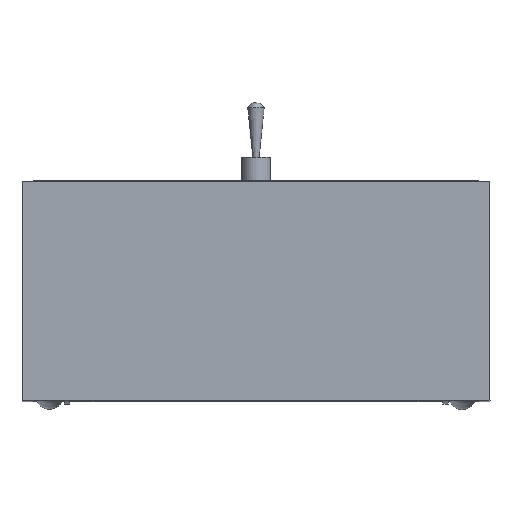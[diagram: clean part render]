
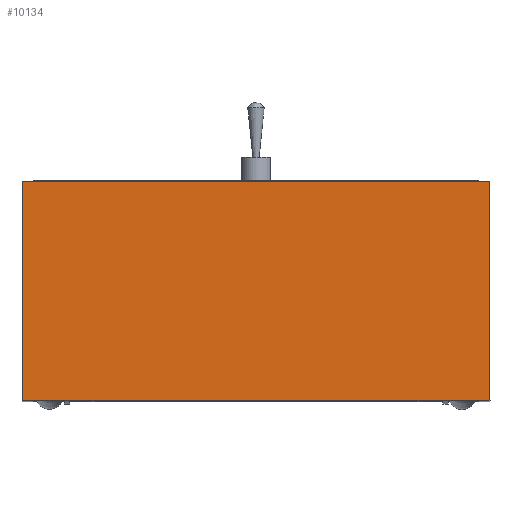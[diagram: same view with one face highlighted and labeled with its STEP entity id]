
A CAD part, top view. The second image highlights one B-rep face of the part: STEP entity #10134.
In plain terms, the highlighted face is planar.
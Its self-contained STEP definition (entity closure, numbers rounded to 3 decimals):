
#935=FACE_OUTER_BOUND('',#1493,.T.);
#1493=EDGE_LOOP('',(#7856,#7857,#7858,#7859));
#2385=LINE('',#15800,#3523);
#2386=LINE('',#15803,#3524);
#2387=LINE('',#15805,#3525);
#2388=LINE('',#15806,#3526);
#3523=VECTOR('',#12770,10.);
#3524=VECTOR('',#12773,10.);
#3525=VECTOR('',#12774,10.);
#3526=VECTOR('',#12775,10.);
#4567=VERTEX_POINT('',#15796);
#4568=VERTEX_POINT('',#15798);
#4569=VERTEX_POINT('',#15802);
#4570=VERTEX_POINT('',#15804);
#5764=EDGE_CURVE('',#4567,#4568,#2385,.T.);
#5765=EDGE_CURVE('',#4569,#4567,#2386,.T.);
#5766=EDGE_CURVE('',#4570,#4568,#2387,.T.);
#5767=EDGE_CURVE('',#4569,#4570,#2388,.T.);
#7856=ORIENTED_EDGE('',*,*,#5765,.T.);
#7857=ORIENTED_EDGE('',*,*,#5764,.T.);
#7858=ORIENTED_EDGE('',*,*,#5766,.F.);
#7859=ORIENTED_EDGE('',*,*,#5767,.F.);
#9706=PLANE('',#11026);
#10134=ADVANCED_FACE('',(#935),#9706,.T.);
#11026=AXIS2_PLACEMENT_3D('',#15801,#12771,#12772);
#12770=DIRECTION('',(0.,0.,1.));
#12771=DIRECTION('center_axis',(1.,0.,0.));
#12772=DIRECTION('ref_axis',(0.,1.,0.));
#12773=DIRECTION('',(0.,1.,0.));
#12774=DIRECTION('',(0.,1.,0.));
#12775=DIRECTION('',(0.,0.,1.));
#15796=CARTESIAN_POINT('',(53.4,42.6,0.));
#15798=CARTESIAN_POINT('',(53.4,42.6,40.));
#15800=CARTESIAN_POINT('',(53.4,42.6,0.));
#15801=CARTESIAN_POINT('Origin',(53.4,-42.6,0.));
#15802=CARTESIAN_POINT('',(53.4,-42.6,0.));
#15803=CARTESIAN_POINT('',(53.4,-42.6,0.));
#15804=CARTESIAN_POINT('',(53.4,-42.6,40.));
#15805=CARTESIAN_POINT('',(53.4,-42.6,40.));
#15806=CARTESIAN_POINT('',(53.4,-42.6,0.));
